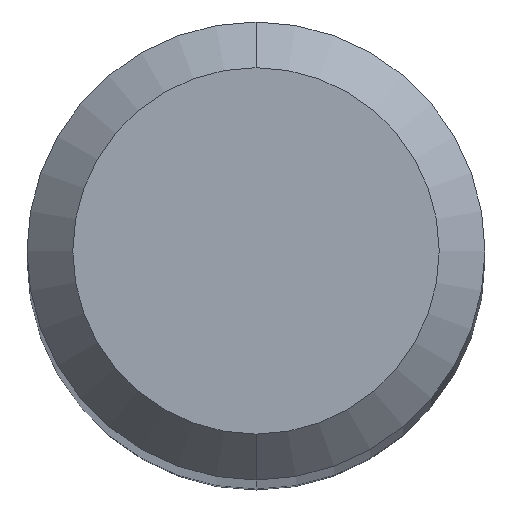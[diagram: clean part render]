
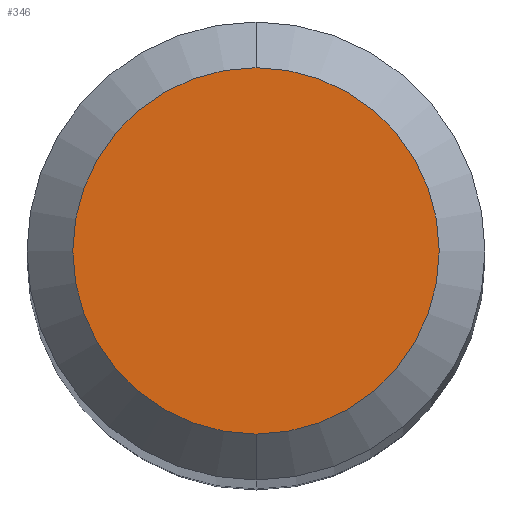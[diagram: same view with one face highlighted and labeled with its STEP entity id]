
A CAD part, top view. The second image highlights one B-rep face of the part: STEP entity #346.
In plain terms, the highlighted planar face has unit normal (0, 0, 1).
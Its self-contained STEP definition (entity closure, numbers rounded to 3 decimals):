
#230=EDGE_CURVE('',#278,#386,#534,.T.);
#256=EDGE_CURVE('',#386,#278,#566,.T.);
#278=VERTEX_POINT('',#590);
#346=ADVANCED_FACE('',(#665),#666,.T.);
#386=VERTEX_POINT('',#709);
#534=CIRCLE('',#946,1.2);
#566=CIRCLE('',#996,1.2);
#590=CARTESIAN_POINT('',(0.,-1.2,0.0));
#665=FACE_OUTER_BOUND('',#1150,.T.);
#666=PLANE('',#1151);
#709=CARTESIAN_POINT('',(0.0,1.2,0.0));
#946=AXIS2_PLACEMENT_3D('',#1463,#1464,#1465);
#996=AXIS2_PLACEMENT_3D('',#1526,#1527,#1528);
#1150=EDGE_LOOP('',(#1629,#1630));
#1151=AXIS2_PLACEMENT_3D('',#1631,#1632,#1633);
#1463=CARTESIAN_POINT('',(0.0,0.0,0.0));
#1464=DIRECTION('',(0.0,0.0,-1.0));
#1465=DIRECTION('',(0.0,1.0,0.0));
#1526=CARTESIAN_POINT('',(0.0,0.0,0.0));
#1527=DIRECTION('',(0.0,0.0,-1.0));
#1528=DIRECTION('',(0.0,1.0,0.0));
#1629=ORIENTED_EDGE('',*,*,#256,.F.);
#1630=ORIENTED_EDGE('',*,*,#230,.F.);
#1631=CARTESIAN_POINT('',(0.0,0.6,0.0));
#1632=DIRECTION('',(-0.0,0.0,1.0));
#1633=DIRECTION('',(0.0,-1.0,0.0));
